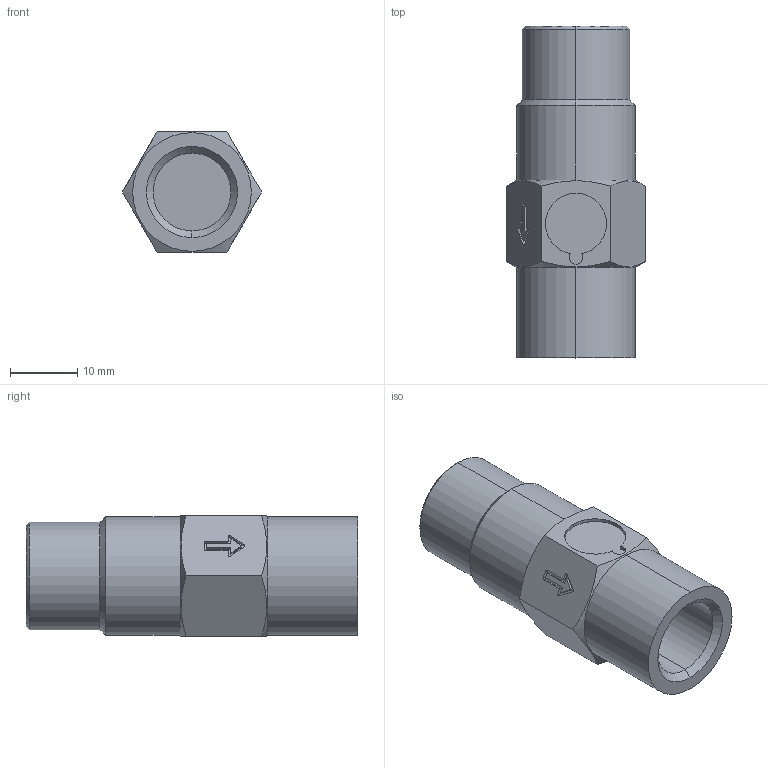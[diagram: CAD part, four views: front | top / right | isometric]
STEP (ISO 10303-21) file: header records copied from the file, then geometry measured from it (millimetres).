
FILE_DESCRIPTION (( 'STEP AP203' ), '1' );
FILE_NAME ('X4120002.STEP', '2011-10-26T09:48:04', ( 'SP' ), ( 'sopra-pneumatic' ), 'SwSTEP 2.0', 'SolidWorks 2011', '' );
FILE_SCHEMA (( 'CONFIG_CONTROL_DESIGN' ));
Length unit declared in the file: millimetre
Products named in the file (1): X4120002
Bounding box: 20.78 x 49.5 x 18 mm (x, y, z)
Volume: 9480.7 mm3; surface area: 4152.5 mm2
Topology: 1 solids, 3 shells, 69 faces, 160 edges, 102 vertices
Faces by surface type: plane 29, cylinder 28, cone 12
Entity records: 2201 total; most frequent: CARTESIAN_POINT 547, DIRECTION 332, ORIENTED_EDGE 320, EDGE_CURVE 160, AXIS2_PLACEMENT_3D 123, VERTEX_POINT 102, VECTOR 86, LINE 86
